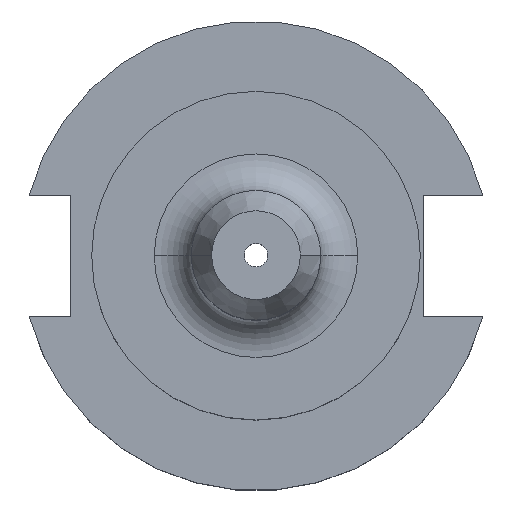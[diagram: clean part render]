
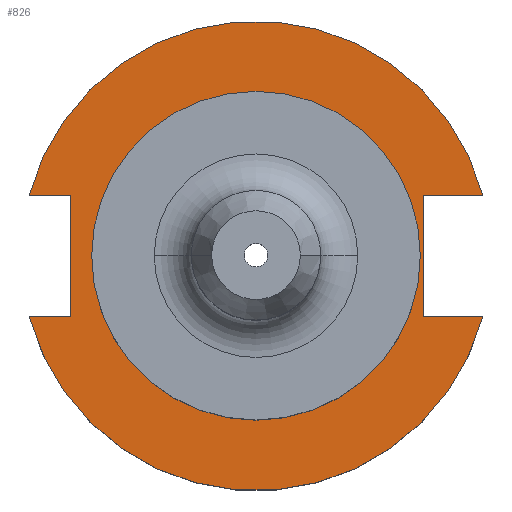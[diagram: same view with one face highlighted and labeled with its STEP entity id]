
A CAD part, top view. The second image highlights one B-rep face of the part: STEP entity #826.
In plain terms, the highlighted planar face has unit normal (0, 0, 1).
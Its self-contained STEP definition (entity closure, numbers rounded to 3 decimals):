
#11 = DIRECTION ( 'NONE',  ( 0., 0., -1. ) ) ;
#22 = VECTOR ( 'NONE', #207, 1000. ) ;
#68 = FACE_OUTER_BOUND ( 'NONE', #910, .T. ) ;
#101 = CARTESIAN_POINT ( 'NONE',  ( -25.091, -8.191, 19.05 ) ) ;
#133 = DIRECTION ( 'NONE',  ( 1., 0., 0. ) ) ;
#140 = CARTESIAN_POINT ( 'NONE',  ( 0., 0., 19.05 ) ) ;
#149 = ORIENTED_EDGE ( 'NONE', *, *, #1117, .F. ) ;
#151 = EDGE_CURVE ( 'NONE', #721, #615, #788, .T. ) ;
#168 = VERTEX_POINT ( 'NONE', #101 ) ;
#192 = DIRECTION ( 'NONE',  ( 1., 0., 0. ) ) ;
#200 = ORIENTED_EDGE ( 'NONE', *, *, #151, .T. ) ;
#204 = CIRCLE ( 'NONE', #1589, 22.225 ) ;
#207 = DIRECTION ( 'NONE',  ( 1., 0., 0. ) ) ;
#216 = VECTOR ( 'NONE', #305, 1000. ) ;
#230 = ORIENTED_EDGE ( 'NONE', *, *, #558, .T. ) ;
#237 = VECTOR ( 'NONE', #133, 1000. ) ;
#257 = LINE ( 'NONE', #824, #1269 ) ;
#264 = CARTESIAN_POINT ( 'NONE',  ( 22.606, 8.191, 19.05 ) ) ;
#265 = CARTESIAN_POINT ( 'NONE',  ( -25.091, 8.191, 19.05 ) ) ;
#277 = CARTESIAN_POINT ( 'NONE',  ( 0., 22.225, 19.05 ) ) ;
#295 = CARTESIAN_POINT ( 'NONE',  ( 0., 0., 19.05 ) ) ;
#301 = DIRECTION ( 'NONE',  ( 0., 0., 1. ) ) ;
#305 = DIRECTION ( 'NONE',  ( 0., 1., 0. ) ) ;
#319 = VERTEX_POINT ( 'NONE', #657 ) ;
#355 = DIRECTION ( 'NONE',  ( -1., 0., 0. ) ) ;
#379 = VERTEX_POINT ( 'NONE', #265 ) ;
#420 = DIRECTION ( 'NONE',  ( 1., 0., 0. ) ) ;
#469 = AXIS2_PLACEMENT_3D ( 'NONE', #277, #11, #670 ) ;
#522 = AXIS2_PLACEMENT_3D ( 'NONE', #140, #704, #192 ) ;
#558 = EDGE_CURVE ( 'NONE', #1624, #1334, #603, .T. ) ;
#587 = CARTESIAN_POINT ( 'NONE',  ( -61.091, 8.191, 19.05 ) ) ;
#591 = LINE ( 'NONE', #1297, #237 ) ;
#603 = LINE ( 'NONE', #1090, #216 ) ;
#615 = VERTEX_POINT ( 'NONE', #869 ) ;
#657 = CARTESIAN_POINT ( 'NONE',  ( -30.675, -8.191, 19.05 ) ) ;
#670 = DIRECTION ( 'NONE',  ( -1., 0., 0. ) ) ;
#685 = ORIENTED_EDGE ( 'NONE', *, *, #1444, .F. ) ;
#690 = VERTEX_POINT ( 'NONE', #1002 ) ;
#704 = DIRECTION ( 'NONE',  ( 0., 0., 1. ) ) ;
#721 = VERTEX_POINT ( 'NONE', #1388 ) ;
#783 = ORIENTED_EDGE ( 'NONE', *, *, #969, .T. ) ;
#787 = VERTEX_POINT ( 'NONE', #1426 ) ;
#788 = CIRCLE ( 'NONE', #1136, 31.75 ) ;
#799 = PLANE ( 'NONE',  #469 ) ;
#816 = DIRECTION ( 'NONE',  ( 0., 0., 1. ) ) ;
#824 = CARTESIAN_POINT ( 'NONE',  ( -25.091, 8.191, 19.05 ) ) ;
#826 = ADVANCED_FACE ( 'NONE', ( #1174, #68 ), #799, .F. ) ;
#862 = ORIENTED_EDGE ( 'NONE', *, *, #1447, .T. ) ;
#869 = CARTESIAN_POINT ( 'NONE',  ( -30.675, 8.191, 19.05 ) ) ;
#882 = ORIENTED_EDGE ( 'NONE', *, *, #1521, .T. ) ;
#884 = CARTESIAN_POINT ( 'NONE',  ( 0., 0., 19.05 ) ) ;
#910 = EDGE_LOOP ( 'NONE', ( #783, #1270, #862, #149, #230, #978, #200, #882 ) ) ;
#969 = EDGE_CURVE ( 'NONE', #379, #168, #257, .T. ) ;
#975 = AXIS2_PLACEMENT_3D ( 'NONE', #1339, #301, #1088 ) ;
#978 = ORIENTED_EDGE ( 'NONE', *, *, #1176, .F. ) ;
#1002 = CARTESIAN_POINT ( 'NONE',  ( 30.675, -8.191, 19.05 ) ) ;
#1021 = DIRECTION ( 'NONE',  ( 1., 0., 0. ) ) ;
#1037 = ORIENTED_EDGE ( 'NONE', *, *, #1046, .F. ) ;
#1038 = EDGE_LOOP ( 'NONE', ( #1037, #685 ) ) ;
#1046 = EDGE_CURVE ( 'NONE', #787, #1462, #1249, .T. ) ;
#1068 = DIRECTION ( 'NONE',  ( 0., -1., 0. ) ) ;
#1088 = DIRECTION ( 'NONE',  ( 1., 0., 0. ) ) ;
#1090 = CARTESIAN_POINT ( 'NONE',  ( 22.606, 22.225, 19.05 ) ) ;
#1099 = LINE ( 'NONE', #587, #22 ) ;
#1117 = EDGE_CURVE ( 'NONE', #1624, #690, #1381, .T. ) ;
#1118 = VECTOR ( 'NONE', #1021, 1000. ) ;
#1136 = AXIS2_PLACEMENT_3D ( 'NONE', #884, #1413, #1532 ) ;
#1174 = FACE_BOUND ( 'NONE', #1038, .T. ) ;
#1176 = EDGE_CURVE ( 'NONE', #721, #1334, #1421, .T. ) ;
#1249 = CIRCLE ( 'NONE', #522, 22.225 ) ;
#1269 = VECTOR ( 'NONE', #1068, 1000. ) ;
#1270 = ORIENTED_EDGE ( 'NONE', *, *, #1311, .F. ) ;
#1297 = CARTESIAN_POINT ( 'NONE',  ( -61.091, -8.191, 19.05 ) ) ;
#1300 = VECTOR ( 'NONE', #355, 1000. ) ;
#1311 = EDGE_CURVE ( 'NONE', #319, #168, #591, .T. ) ;
#1334 = VERTEX_POINT ( 'NONE', #264 ) ;
#1339 = CARTESIAN_POINT ( 'NONE',  ( 0., 0., 19.05 ) ) ;
#1373 = CARTESIAN_POINT ( 'NONE',  ( 22.606, -8.191, 19.05 ) ) ;
#1381 = LINE ( 'NONE', #1419, #1118 ) ;
#1388 = CARTESIAN_POINT ( 'NONE',  ( 30.675, 8.191, 19.05 ) ) ;
#1413 = DIRECTION ( 'NONE',  ( 0., 0., 1. ) ) ;
#1419 = CARTESIAN_POINT ( 'NONE',  ( 0., -8.191, 19.05 ) ) ;
#1421 = LINE ( 'NONE', #1665, #1300 ) ;
#1426 = CARTESIAN_POINT ( 'NONE',  ( 22.225, 0., 19.05 ) ) ;
#1444 = EDGE_CURVE ( 'NONE', #1462, #787, #204, .T. ) ;
#1447 = EDGE_CURVE ( 'NONE', #319, #690, #1659, .T. ) ;
#1462 = VERTEX_POINT ( 'NONE', #1477 ) ;
#1477 = CARTESIAN_POINT ( 'NONE',  ( -22.225, 0., 19.05 ) ) ;
#1521 = EDGE_CURVE ( 'NONE', #615, #379, #1099, .T. ) ;
#1532 = DIRECTION ( 'NONE',  ( 1., 0., 0. ) ) ;
#1589 = AXIS2_PLACEMENT_3D ( 'NONE', #295, #816, #420 ) ;
#1624 = VERTEX_POINT ( 'NONE', #1373 ) ;
#1659 = CIRCLE ( 'NONE', #975, 31.75 ) ;
#1665 = CARTESIAN_POINT ( 'NONE',  ( 0., 8.191, 19.05 ) ) ;
